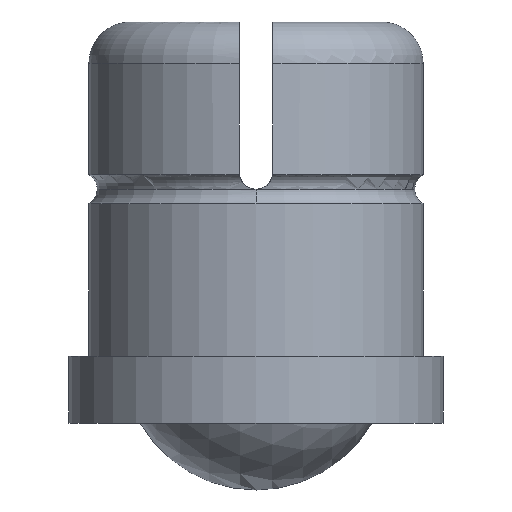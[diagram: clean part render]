
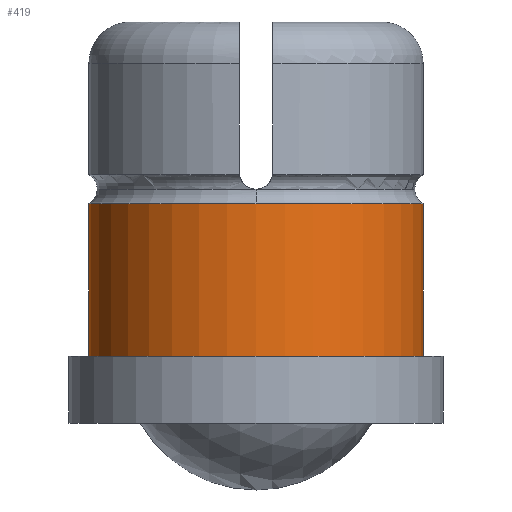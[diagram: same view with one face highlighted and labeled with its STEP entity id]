
A CAD part, front view. The second image highlights one B-rep face of the part: STEP entity #419.
In plain terms, the highlighted cylindrical face has radius 2.5 mm (diameter 5 mm), a partial arc.
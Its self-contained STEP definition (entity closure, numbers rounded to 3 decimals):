
#349=VERTEX_POINT('',#719);
#419=ADVANCED_FACE('',(#797),#798,.T.);
#441=EDGE_CURVE('',#349,#449,#822,.T.);
#443=EDGE_CURVE('',#449,#479,#824,.T.);
#449=VERTEX_POINT('',#830);
#455=EDGE_CURVE('',#509,#479,#836,.T.);
#479=VERTEX_POINT('',#861);
#489=EDGE_CURVE('',#497,#509,#871,.T.);
#497=VERTEX_POINT('',#880);
#509=VERTEX_POINT('',#894);
#523=EDGE_CURVE('',#497,#349,#910,.T.);
#719=CARTESIAN_POINT('',(2.5,0.,2.0));
#797=FACE_OUTER_BOUND('',#1623,.T.);
#798=CYLINDRICAL_SURFACE('',#1624,2.5);
#822=CIRCLE('',#1674,2.5);
#824=LINE('',#1677,#1678);
#830=CARTESIAN_POINT('',(-2.5,0.,2.0));
#836=CIRCLE('',#1713,2.5);
#861=CARTESIAN_POINT('',(-2.5,0.,4.283));
#871=CIRCLE('',#1779,2.5);
#880=CARTESIAN_POINT('',(2.5,0.,4.283));
#894=CARTESIAN_POINT('',(0.,-2.5,4.283));
#910=LINE('',#1829,#1830);
#1623=EDGE_LOOP('',(#2147,#2148,#2149,#2150,#2151));
#1624=AXIS2_PLACEMENT_3D('',#2152,#2153,#2154);
#1674=AXIS2_PLACEMENT_3D('',#2176,#2177,#2178);
#1677=CARTESIAN_POINT('',(-2.5,0.,4.19));
#1678=VECTOR('',#2179,1.0);
#1713=AXIS2_PLACEMENT_3D('',#2187,#2188,#2189);
#1779=AXIS2_PLACEMENT_3D('',#2205,#2206,#2207);
#1829=CARTESIAN_POINT('',(2.5,0.,4.19));
#1830=VECTOR('',#2259,1.0);
#2147=ORIENTED_EDGE('',*,*,#523,.F.);
#2148=ORIENTED_EDGE('',*,*,#489,.T.);
#2149=ORIENTED_EDGE('',*,*,#455,.T.);
#2150=ORIENTED_EDGE('',*,*,#443,.F.);
#2151=ORIENTED_EDGE('',*,*,#441,.F.);
#2152=CARTESIAN_POINT('',(0.,0.0,4.19));
#2153=DIRECTION('',(0.,-0.0,1.0));
#2154=DIRECTION('',(1.0,0.,0.));
#2176=CARTESIAN_POINT('',(0.,0.0,2.0));
#2177=DIRECTION('',(0.,0.0,-1.0));
#2178=DIRECTION('',(1.0,0.,0.));
#2179=DIRECTION('',(0.,-0.0,1.0));
#2187=CARTESIAN_POINT('',(0.,0.0,4.283));
#2188=DIRECTION('',(0.,0.0,-1.0));
#2189=DIRECTION('',(1.0,0.,0.));
#2205=CARTESIAN_POINT('',(0.,0.0,4.283));
#2206=DIRECTION('',(0.,0.0,-1.0));
#2207=DIRECTION('',(1.0,0.,0.));
#2259=DIRECTION('',(0.,0.0,-1.0));
